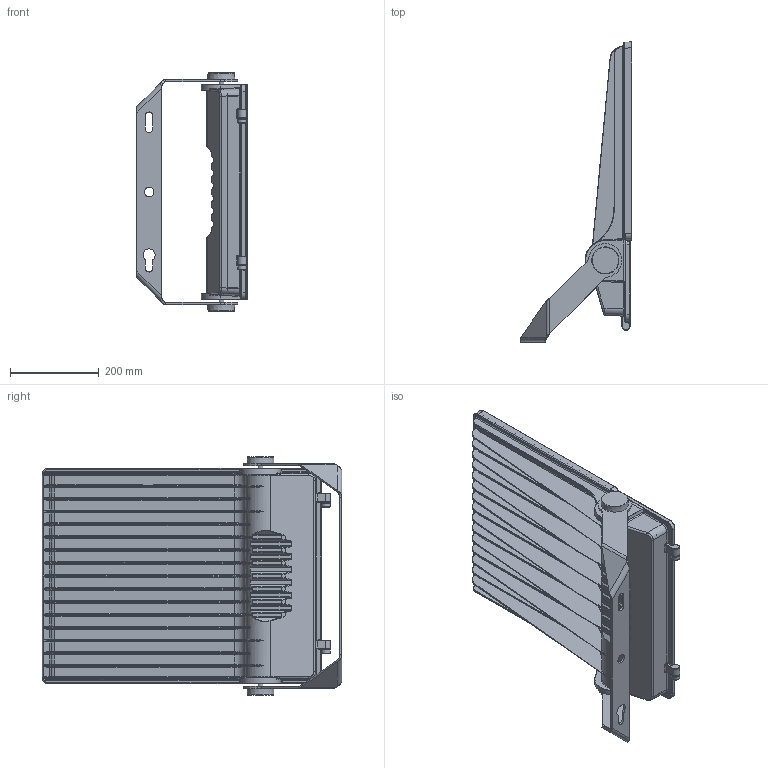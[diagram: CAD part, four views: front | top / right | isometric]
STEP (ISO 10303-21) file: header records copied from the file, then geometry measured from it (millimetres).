
FILE_DESCRIPTION (( 'STEP AP214' ), '1' );
FILE_NAME ('FL_FLEX_450W.STEP', '2024-09-25T06:32:32', ( '' ), ( '' ), 'SwSTEP 2.0', 'SolidWorks 2022', '' );
FILE_SCHEMA (( 'AUTOMOTIVE_DESIGN' ));
Length unit declared in the file: millimetre
Products named in the file (1): FL_FLEX_450W
Bounding box: 251.81 x 673.98 x 535.49 mm (x, y, z)
Volume: 5474383.4 mm3; surface area: 1872080.2 mm2
Topology: 8 solids, 11 shells, 1299 faces, 3206 edges, 1917 vertices
Faces by surface type: bspline 504, cylinder 463, plane 246, torus 48, cone 36, sphere 2
Full cylindrical faces by diameter (mm): 12.5 x2
Entity records: 91672 total; most frequent: CARTESIAN_POINT 50930, ORIENTED_EDGE 6350, DIRECTION 4334, EDGE_CURVE 3175, VERTEX_POINT 1917, AXIS2_PLACEMENT_3D 1615, EDGE_LOOP 1336, UNCERTAINTY_MEASURE_WITH_UNIT 1311
